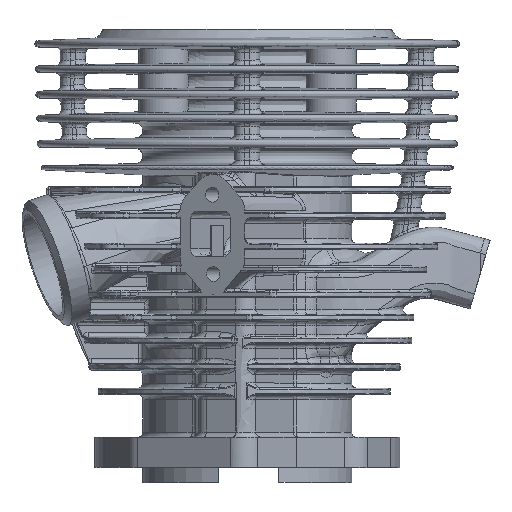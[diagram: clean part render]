
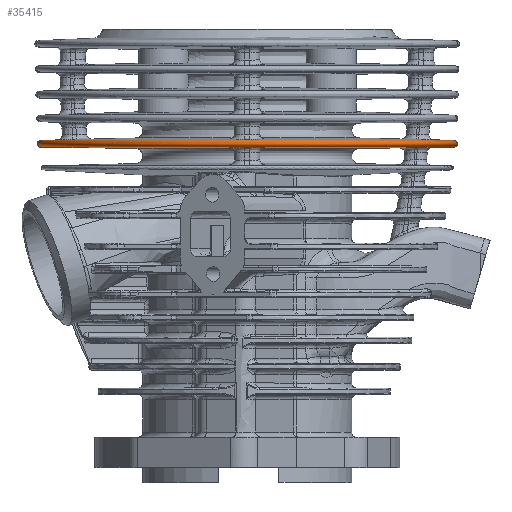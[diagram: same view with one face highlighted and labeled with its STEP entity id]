
A CAD part, top view. The second image highlights one B-rep face of the part: STEP entity #35415.
In plain terms, the highlighted free-form (B-spline) face has degree [2, 2] with [5, 5] control points.
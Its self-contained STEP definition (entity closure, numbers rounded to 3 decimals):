
#11713 = VERTEX_POINT('',#11714);
#11714 = CARTESIAN_POINT('',(69.561,-111.901,0.));
#11719 = EDGE_CURVE('',#11713,#11720,#11722,.T.);
#11720 = VERTEX_POINT('',#11721);
#11721 = CARTESIAN_POINT('',(300.569,-111.901,
    0.));
#11722 = ( BOUNDED_CURVE() B_SPLINE_CURVE(2,(#11723,#11724,#11725,#11726
,#11727),.UNSPECIFIED.,.F.,.F.) B_SPLINE_CURVE_WITH_KNOTS((3,2,3),(0.,
1.571,3.142),.PIECEWISE_BEZIER_KNOTS.) CURVE() 
GEOMETRIC_REPRESENTATION_ITEM() RATIONAL_B_SPLINE_CURVE((1.,
0.707,1.,0.707,1.)) REPRESENTATION_ITEM('') );
#11723 = CARTESIAN_POINT('',(69.561,-111.901,0.));
#11724 = CARTESIAN_POINT('',(69.561,-111.901,
    115.504));
#11725 = CARTESIAN_POINT('',(185.065,-111.901,
    115.504));
#11726 = CARTESIAN_POINT('',(300.569,-111.901,
    115.504));
#11727 = CARTESIAN_POINT('',(300.569,-111.901,
    0.));
#15407 = VERTEX_POINT('',#15408);
#15408 = CARTESIAN_POINT('',(300.234,-115.732,
    0.));
#15413 = EDGE_CURVE('',#15414,#15407,#15416,.T.);
#15414 = VERTEX_POINT('',#15415);
#15415 = CARTESIAN_POINT('',(69.896,-115.732,0.));
#15416 = ( BOUNDED_CURVE() B_SPLINE_CURVE(2,(#15417,#15418,#15419,#15420
,#15421),.UNSPECIFIED.,.F.,.F.) B_SPLINE_CURVE_WITH_KNOTS((3,2,3),(0.,
1.571,3.142),.PIECEWISE_BEZIER_KNOTS.) CURVE() 
GEOMETRIC_REPRESENTATION_ITEM() RATIONAL_B_SPLINE_CURVE((1.,
0.707,1.,0.707,1.)) REPRESENTATION_ITEM('') );
#15417 = CARTESIAN_POINT('',(69.896,-115.732,
    0.));
#15418 = CARTESIAN_POINT('',(69.896,-115.732,
    115.169));
#15419 = CARTESIAN_POINT('',(185.065,-115.732,
    115.169));
#15420 = CARTESIAN_POINT('',(300.234,-115.732,
    115.169));
#15421 = CARTESIAN_POINT('',(300.234,-115.732,
    0.));
#25047 = EDGE_CURVE('',#11720,#15407,#25048,.T.);
#25048 = ( BOUNDED_CURVE() B_SPLINE_CURVE(2,(#25049,#25050,#25051,#25052
,#25053),.UNSPECIFIED.,.F.,.F.) B_SPLINE_CURVE_WITH_KNOTS((3,2,3),(0.,
1.633,3.266),.PIECEWISE_BEZIER_KNOTS.) CURVE() 
GEOMETRIC_REPRESENTATION_ITEM() RATIONAL_B_SPLINE_CURVE((1.,
0.685,1.,0.685,1.)) REPRESENTATION_ITEM('') );
#25049 = CARTESIAN_POINT('',(300.569,-111.901,
    0.));
#25050 = CARTESIAN_POINT('',(302.618,-111.953,
    0.));
#25051 = CARTESIAN_POINT('',(302.44,-113.995,
    0.));
#25052 = CARTESIAN_POINT('',(302.261,-116.037,
    0.));
#25053 = CARTESIAN_POINT('',(300.234,-115.732,
    0.));
#26775 = EDGE_CURVE('',#11713,#15414,#26776,.T.);
#26776 = ( BOUNDED_CURVE() B_SPLINE_CURVE(2,(#26777,#26778,#26779,#26780
,#26781),.UNSPECIFIED.,.F.,.F.) B_SPLINE_CURVE_WITH_KNOTS((3,2,3),(0.,
1.633,3.266),.PIECEWISE_BEZIER_KNOTS.) CURVE() 
GEOMETRIC_REPRESENTATION_ITEM() RATIONAL_B_SPLINE_CURVE((1.,
0.685,1.,0.685,1.)) REPRESENTATION_ITEM('') );
#26777 = CARTESIAN_POINT('',(69.561,-111.901,0.));
#26778 = CARTESIAN_POINT('',(67.512,-111.953,0.));
#26779 = CARTESIAN_POINT('',(67.69,-113.995,0.));
#26780 = CARTESIAN_POINT('',(67.869,-116.037,0.));
#26781 = CARTESIAN_POINT('',(69.896,-115.732,0.));
#35415 = ADVANCED_FACE('',(#35416),#35422,.T.);
#35416 = FACE_BOUND('',#35417,.T.);
#35417 = EDGE_LOOP('',(#35418,#35419,#35420,#35421));
#35418 = ORIENTED_EDGE('',*,*,#26775,.T.);
#35419 = ORIENTED_EDGE('',*,*,#15413,.T.);
#35420 = ORIENTED_EDGE('',*,*,#25047,.F.);
#35421 = ORIENTED_EDGE('',*,*,#11719,.F.);
#35422 = ( BOUNDED_SURFACE() B_SPLINE_SURFACE(2,2,(
    (#35423,#35424,#35425,#35426,#35427)
    ,(#35428,#35429,#35430,#35431,#35432)
    ,(#35433,#35434,#35435,#35436,#35437)
    ,(#35438,#35439,#35440,#35441,#35442)
    ,(#35443,#35444,#35445,#35446,#35447
)),.UNSPECIFIED.,.F.,.F.,.F.) B_SPLINE_SURFACE_WITH_KNOTS((3,2,3),(3,2,3
    ),(4.712,6.283,7.854),(4.563,
    6.196,7.829),.PIECEWISE_BEZIER_KNOTS.) 
GEOMETRIC_REPRESENTATION_ITEM() RATIONAL_B_SPLINE_SURFACE((
    (1.,0.685,1.,0.685,1.)
    ,(0.707,0.484,0.707,0.484
      ,0.707)
    ,(1.,0.685,1.,0.685,1.)
    ,(0.707,0.484,0.707,0.484
      ,0.707)
,(1.,0.685,1.,0.685,1.
))) REPRESENTATION_ITEM('') SURFACE() );
#35423 = CARTESIAN_POINT('',(69.896,-115.732,
    0.));
#35424 = CARTESIAN_POINT('',(67.869,-116.037,
    0.));
#35425 = CARTESIAN_POINT('',(67.69,-113.995,
    0.));
#35426 = CARTESIAN_POINT('',(67.512,-111.953,
    0.));
#35427 = CARTESIAN_POINT('',(69.561,-111.901,
    0.));
#35428 = CARTESIAN_POINT('',(69.896,-115.732,
    115.169));
#35429 = CARTESIAN_POINT('',(67.869,-116.037,
    117.196));
#35430 = CARTESIAN_POINT('',(67.69,-113.995,
    117.375));
#35431 = CARTESIAN_POINT('',(67.512,-111.953,
    117.553));
#35432 = CARTESIAN_POINT('',(69.561,-111.901,
    115.504));
#35433 = CARTESIAN_POINT('',(185.065,-115.732,
    115.169));
#35434 = CARTESIAN_POINT('',(185.065,-116.037,
    117.196));
#35435 = CARTESIAN_POINT('',(185.065,-113.995,
    117.375));
#35436 = CARTESIAN_POINT('',(185.065,-111.953,
    117.553));
#35437 = CARTESIAN_POINT('',(185.065,-111.901,
    115.504));
#35438 = CARTESIAN_POINT('',(300.234,-115.732,
    115.169));
#35439 = CARTESIAN_POINT('',(302.261,-116.037,
    117.196));
#35440 = CARTESIAN_POINT('',(302.44,-113.995,
    117.375));
#35441 = CARTESIAN_POINT('',(302.618,-111.953,
    117.553));
#35442 = CARTESIAN_POINT('',(300.569,-111.901,
    115.504));
#35443 = CARTESIAN_POINT('',(300.234,-115.732,
    0.));
#35444 = CARTESIAN_POINT('',(302.261,-116.037,
    0.));
#35445 = CARTESIAN_POINT('',(302.44,-113.995,
    0.));
#35446 = CARTESIAN_POINT('',(302.618,-111.953,
    0.));
#35447 = CARTESIAN_POINT('',(300.569,-111.901,
    0.));
